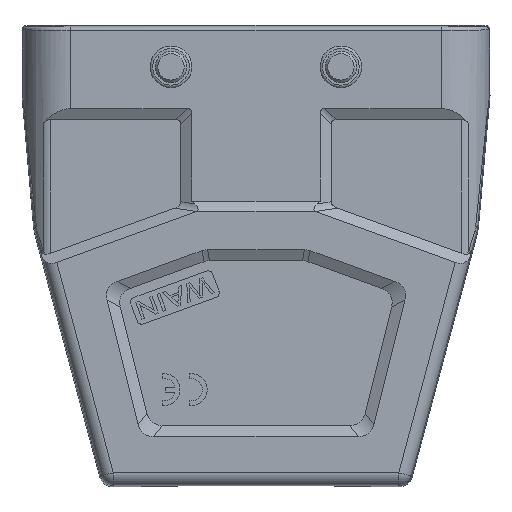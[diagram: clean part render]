
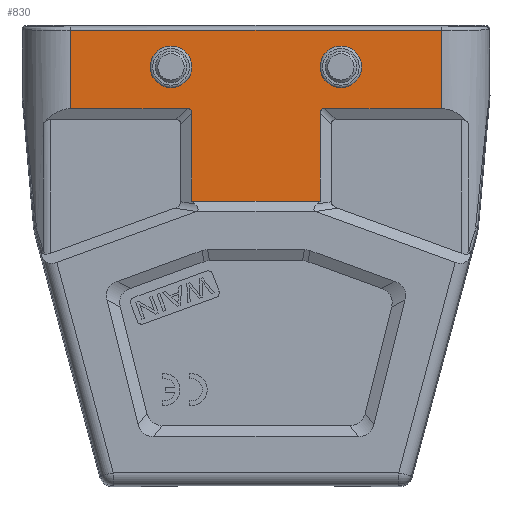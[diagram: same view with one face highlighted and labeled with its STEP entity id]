
A CAD part, front view. The second image highlights one B-rep face of the part: STEP entity #830.
In plain terms, the highlighted planar face has unit normal (0, -1, 0).
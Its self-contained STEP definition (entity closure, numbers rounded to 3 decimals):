
#243=FACE_BOUND('',#2047,.T.);
#244=FACE_BOUND('',#2048,.T.);
#245=FACE_BOUND('',#2049,.T.);
#531=CIRCLE('',#8611,2.85);
#561=CIRCLE('',#8677,2.85);
#830=ADVANCED_FACE('',(#243,#244,#245),#1282,.T.);
#1282=PLANE('',#8726);
#2047=EDGE_LOOP('',(#4272,#4273,#4274,#4275,#4276,#4277,#4278,#4279,#4280,
#4281));
#2048=EDGE_LOOP('',(#4282));
#2049=EDGE_LOOP('',(#4283));
#2580=LINE('',#12357,#3284);
#2584=LINE('',#12407,#3288);
#2585=LINE('',#12409,#3289);
#2586=LINE('',#12411,#3290);
#2587=LINE('',#12415,#3291);
#2588=LINE('',#12417,#3292);
#2589=LINE('',#12419,#3293);
#2590=LINE('',#12423,#3294);
#3284=VECTOR('',#9748,1.);
#3288=VECTOR('',#9758,1.);
#3289=VECTOR('',#9761,1.);
#3290=VECTOR('',#9762,1.);
#3291=VECTOR('',#9765,1.);
#3292=VECTOR('',#9766,1.);
#3293=VECTOR('',#9767,1.);
#3294=VECTOR('',#9770,1.);
#3955=ELLIPSE('',#8724,3.969,1.5);
#3956=ELLIPSE('',#8725,3.969,1.5);
#4272=ORIENTED_EDGE('',*,*,#7398,.T.);
#4273=ORIENTED_EDGE('',*,*,#7399,.T.);
#4274=ORIENTED_EDGE('',*,*,#7400,.T.);
#4275=ORIENTED_EDGE('',*,*,#7401,.T.);
#4276=ORIENTED_EDGE('',*,*,#7402,.F.);
#4277=ORIENTED_EDGE('',*,*,#7403,.T.);
#4278=ORIENTED_EDGE('',*,*,#7404,.T.);
#4279=ORIENTED_EDGE('',*,*,#7405,.T.);
#4280=ORIENTED_EDGE('',*,*,#7386,.T.);
#4281=ORIENTED_EDGE('',*,*,#7397,.T.);
#4282=ORIENTED_EDGE('',*,*,#7316,.T.);
#4283=ORIENTED_EDGE('',*,*,#7280,.T.);
#6492=VERTEX_POINT('',#12015);
#6531=VERTEX_POINT('',#12128);
#6588=VERTEX_POINT('',#12358);
#6589=VERTEX_POINT('',#12359);
#6596=VERTEX_POINT('',#12406);
#6597=VERTEX_POINT('',#12410);
#6598=VERTEX_POINT('',#12412);
#6599=VERTEX_POINT('',#12414);
#6600=VERTEX_POINT('',#12416);
#6601=VERTEX_POINT('',#12418);
#6602=VERTEX_POINT('',#12420);
#6603=VERTEX_POINT('',#12422);
#7280=EDGE_CURVE('',#6492,#6492,#531,.T.);
#7316=EDGE_CURVE('',#6531,#6531,#561,.T.);
#7386=EDGE_CURVE('',#6588,#6589,#2580,.T.);
#7397=EDGE_CURVE('',#6589,#6596,#2584,.T.);
#7398=EDGE_CURVE('',#6596,#6597,#2585,.T.);
#7399=EDGE_CURVE('',#6597,#6598,#2586,.T.);
#7400=EDGE_CURVE('',#6598,#6599,#3955,.T.);
#7401=EDGE_CURVE('',#6599,#6600,#2587,.T.);
#7402=EDGE_CURVE('',#6601,#6600,#2588,.T.);
#7403=EDGE_CURVE('',#6601,#6602,#2589,.T.);
#7404=EDGE_CURVE('',#6602,#6603,#3956,.T.);
#7405=EDGE_CURVE('',#6603,#6588,#2590,.T.);
#8611=AXIS2_PLACEMENT_3D('',#12014,#9497,#9498);
#8677=AXIS2_PLACEMENT_3D('',#12127,#9631,#9632);
#8724=AXIS2_PLACEMENT_3D('',#12413,#9763,#9764);
#8725=AXIS2_PLACEMENT_3D('',#12421,#9768,#9769);
#8726=AXIS2_PLACEMENT_3D('',#12424,#9771,#9772);
#9497=DIRECTION('',(0.,1.,0.));
#9498=DIRECTION('',(1.,0.,0.));
#9631=DIRECTION('',(0.,1.,0.));
#9632=DIRECTION('',(1.,0.,0.));
#9748=DIRECTION('',(0.,0.,1.));
#9758=DIRECTION('',(-1.,0.,0.));
#9761=DIRECTION('',(0.,0.,-1.));
#9762=DIRECTION('',(1.,0.,0.));
#9763=DIRECTION('',(0.,1.,0.));
#9764=DIRECTION('',(0.707,0.,0.707));
#9765=DIRECTION('',(0.,0.,-1.));
#9766=DIRECTION('',(-1.,0.,0.));
#9767=DIRECTION('',(0.,0.,1.));
#9768=DIRECTION('',(0.,1.,0.));
#9769=DIRECTION('',(-0.707,0.,0.707));
#9770=DIRECTION('',(1.,0.,0.));
#9771=DIRECTION('',(0.,-1.,0.));
#9772=DIRECTION('',(1.,0.,0.));
#12014=CARTESIAN_POINT('',(29.471,59.421,88.532));
#12015=CARTESIAN_POINT('',(32.321,59.421,88.532));
#12127=CARTESIAN_POINT('',(2.971,59.421,88.532));
#12128=CARTESIAN_POINT('',(5.821,59.421,88.532));
#12357=CARTESIAN_POINT('',(45.104,59.421,95.034));
#12358=CARTESIAN_POINT('',(45.104,59.421,82.034));
#12359=CARTESIAN_POINT('',(45.104,59.421,94.251));
#12406=CARTESIAN_POINT('',(-12.651,59.421,94.251));
#12407=CARTESIAN_POINT('',(52.727,59.421,94.251));
#12409=CARTESIAN_POINT('',(-12.651,59.421,84.034));
#12410=CARTESIAN_POINT('',(-12.651,59.421,82.034));
#12411=CARTESIAN_POINT('',(16.227,59.421,82.034));
#12412=CARTESIAN_POINT('',(5.477,59.421,82.034));
#12413=CARTESIAN_POINT('',(3.227,59.421,79.034));
#12414=CARTESIAN_POINT('',(6.227,59.421,81.284));
#12415=CARTESIAN_POINT('',(6.227,59.421,95.034));
#12416=CARTESIAN_POINT('',(6.227,59.421,67.578));
#12417=CARTESIAN_POINT('',(16.227,59.421,67.578));
#12418=CARTESIAN_POINT('',(26.227,59.421,67.578));
#12419=CARTESIAN_POINT('',(26.227,59.421,95.034));
#12420=CARTESIAN_POINT('',(26.227,59.421,81.284));
#12421=CARTESIAN_POINT('',(29.227,59.421,79.034));
#12422=CARTESIAN_POINT('',(26.977,59.421,82.034));
#12423=CARTESIAN_POINT('',(16.227,59.421,82.034));
#12424=CARTESIAN_POINT('',(16.227,59.421,95.034));
